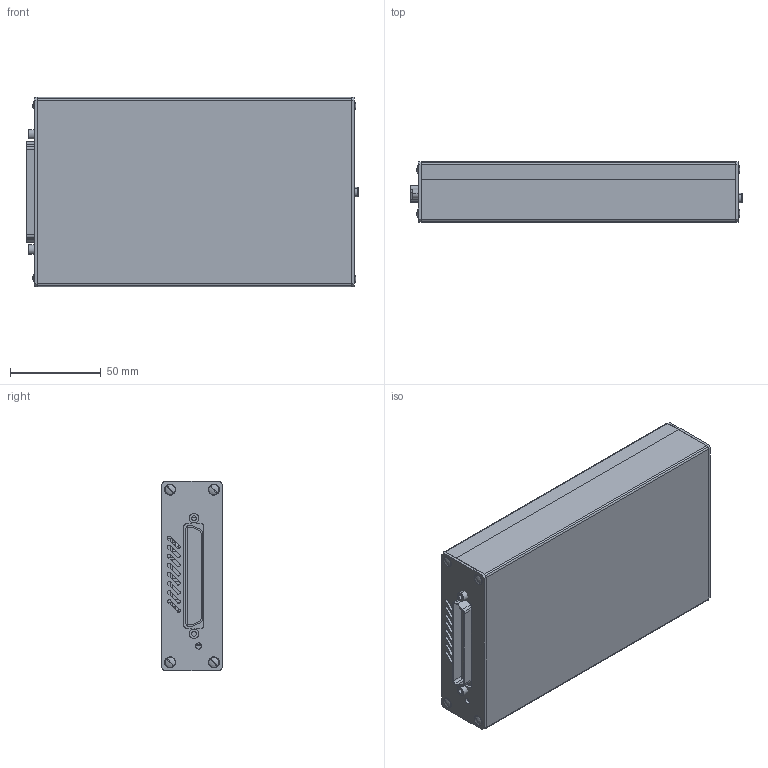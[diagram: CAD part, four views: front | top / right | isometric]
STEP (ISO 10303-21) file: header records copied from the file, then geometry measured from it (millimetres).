
FILE_DESCRIPTION((''),'2;1');
FILE_NAME('ﾘ瑰 LTA-CH-1-01_3D.stp','2024-11-28T16:12:51',(''),(''),'AutoCAD STEP 2000i','AutoCAD 2000i',', , ');
FILE_SCHEMA(('CONFIG_CONTROL_DESIGN'));
Length unit declared in the file: millimetre
Products named in the file (23): LTA-37_3D_28; 恮迓臍; 庈訹岍; 薰迗  - M3 X 10 - GOST 17474-80; ~捘恦岍 SP/T6; ﾏﾋﾀﾒﾀ 3U-LTA ﾑﾂﾅﾒﾎﾄﾈﾎﾄ; ~DB-37R(ﾍﾀ ﾏﾋﾀﾒﾓ); ~LAN; ~欣勤盘 TJ18-L8P8C-5; ~欣勤盘 TJ18-L8P8C-51; ~欣勤盘 TJ18-L8P8C-52; 庋恘岍 甡弅恲澀 PTS645VH58; ﾏﾐﾈﾆﾈﾌ_ﾀ; 薰迗 - M 3X10- GOST 1491-70; 狨芶呿_LAN-37; ﾂﾅﾍﾒﾈﾋﾟﾒﾎﾐ 40ﾕ40; ~抢仕畔世 BRALO_M3; ﾊﾐﾅﾏﾋﾅﾍﾈﾅ_ﾂﾅﾍﾒﾈﾋﾟﾒﾎﾐﾀ; 薰迗- M2.5 X 8- GOST 17475-80 _1; 旂恌岍 PCHSS2.5-05; 薰迗 - ISO 7049 - ST2.9 X 6.5 - F - Z; 狨芶呿_DB37-27; 111
Assembly tree (39 placements, depth 4):
  LTA-37_3D_28
    恮迓臍
    庈訹岍
    薰迗  - M3 X 10 - GOST 17474-80  x8
    ~捘恦岍 SP/T6
      ﾏﾋﾀﾒﾀ 3U-LTA ﾑﾂﾅﾒﾎﾄﾈﾎﾄ
      ~DB-37R(ﾍﾀ ﾏﾋﾀﾒﾓ)
      ~LAN  x2
        ~欣勤盘 TJ18-L8P8C-5
        ~欣勤盘 TJ18-L8P8C-51
        ~欣勤盘 TJ18-L8P8C-52
      庋恘岍 甡弅恲澀 PTS645VH58
      ﾏﾐﾈﾆﾈﾌ_ﾀ
    薰迗 - M 3X10- GOST 1491-70
    狨芶呿_LAN-37
    ﾂﾅﾍﾒﾈﾋﾟﾒﾎﾐ 40ﾕ40
    ~抢仕畔世 BRALO_M3
    ﾊﾐﾅﾏﾋﾅﾍﾈﾅ_ﾂﾅﾍﾒﾈﾋﾟﾒﾎﾐﾀ
    薰迗- M2.5 X 8- GOST 17475-80 _1  x4
    旂恌岍 PCHSS2.5-05  x4
    薰迗 - ISO 7049 - ST2.9 X 6.5 - F - Z  x4
    狨芶呿_DB37-27
    111
Bounding box: 182.6 x 33 x 104 mm (x, y, z)
Volume: 201928.8 mm3; surface area: 248291.4 mm2
Topology: 38 solids, 38 shells, 2847 faces, 12304 edges, 14693 vertices
Faces by surface type: plane 1704, cylinder 525, bspline 359, cone 221, sphere 26, torus 12
Entity records: 104872 total; most frequent: CARTESIAN_POINT 27382, DIRECTION 15618, ORIENTED_EDGE 12444, VECTOR 9362, LINE 9362, EDGE_CURVE 6222, TRIMMED_CURVE 4960, VERTEX_POINT 4099
